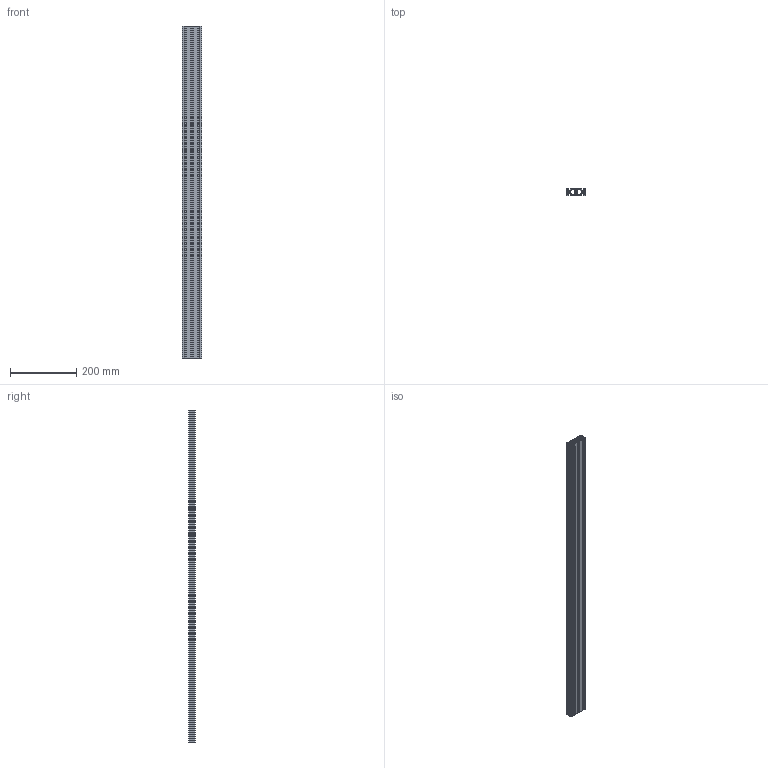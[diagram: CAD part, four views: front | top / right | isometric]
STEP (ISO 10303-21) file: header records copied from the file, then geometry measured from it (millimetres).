
FILE_DESCRIPTION((''),'2;1');
FILE_NAME('20x60_N5_I.stp','2012-12-06T16:32:54',('Schwarz'),(''),'Autodesk Inventor 2009','Autodesk Inventor 2009','');
FILE_SCHEMA(('AUTOMOTIVE_DESIGN { 1 0 10303 214 1 1 1 1 }'));
Length unit declared in the file: millimetre
Products named in the file (1): 20x60_N5_I
Bounding box: 60 x 20 x 1000 mm (x, y, z)
Volume: 475714.5 mm3; surface area: 442190.3 mm2
Topology: 1 solids, 1 shells, 165 faces, 489 edges, 326 vertices
Faces by surface type: cylinder 83, plane 82
Full cylindrical faces by diameter (mm): 4.3 x3
Entity records: 5600 total; most frequent: DIRECTION 984, CARTESIAN_POINT 978, ORIENTED_EDGE 972, EDGE_CURVE 486, AXIS2_PLACEMENT_3D 332, VERTEX_POINT 326, VECTOR 320, LINE 320
